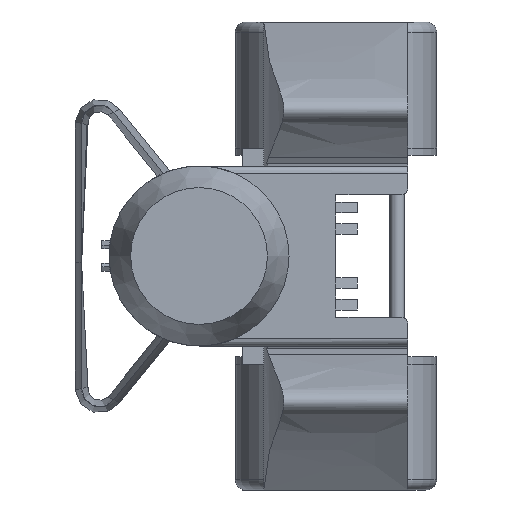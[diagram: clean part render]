
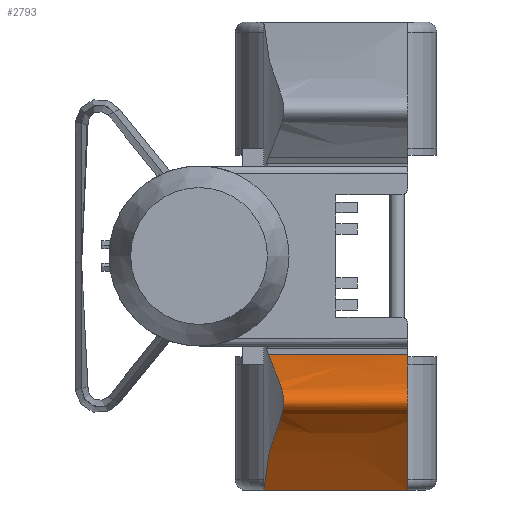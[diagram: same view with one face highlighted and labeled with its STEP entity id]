
A CAD part, left-side view. The second image highlights one B-rep face of the part: STEP entity #2793.
In plain terms, the highlighted free-form (B-spline) face has degree [2, 1] with [3, 2] control points.
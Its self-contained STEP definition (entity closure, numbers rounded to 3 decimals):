
#63=B_SPLINE_CURVE_WITH_KNOTS('',3,(#4734,#4735,#4736,#4737,#4738,#4739,
#4740,#4741,#4742,#4743,#4744,#4745,#4746,#4747,#4748,#4749,#4750,#4751,
#4752,#4753,#4754,#4755,#4756,#4757),.UNSPECIFIED.,.F.,.F.,(4,2,2,2,2,2,
2,2,2,2,2,4),(0.,1.798,2.626,2.89,3.061,
3.216,3.417,3.782,4.573,5.802,
7.702,8.338),.UNSPECIFIED.);
#103=(
BOUNDED_CURVE()
B_SPLINE_CURVE(2,(#4054,#4055,#4056),.UNSPECIFIED.,.F.,.F.)
B_SPLINE_CURVE_WITH_KNOTS((3,3),(0.,6.452),.UNSPECIFIED.)
CURVE()
GEOMETRIC_REPRESENTATION_ITEM()
RATIONAL_B_SPLINE_CURVE((1.,2.809,1.345))
REPRESENTATION_ITEM('')
);
#120=(
BOUNDED_SURFACE()
B_SPLINE_SURFACE(2,1,((#4727,#4728),(#4729,#4730),(#4731,#4732)),
 .UNSPECIFIED.,.F.,.F.,.F.)
B_SPLINE_SURFACE_WITH_KNOTS((3,3),(2,2),(0.,6.452),(0.,2.4),
 .UNSPECIFIED.)
GEOMETRIC_REPRESENTATION_ITEM()
RATIONAL_B_SPLINE_SURFACE(((1.,1.),(2.809,2.809),
(1.345,1.345)))
REPRESENTATION_ITEM('')
SURFACE()
);
#321=LINE('',#4725,#553);
#323=LINE('',#4758,#555);
#553=VECTOR('',#3483,10.);
#555=VECTOR('',#3485,10.);
#803=FACE_OUTER_BOUND('',#968,.T.);
#968=EDGE_LOOP('',(#2163,#2164,#2165,#2166));
#1219=VERTEX_POINT('',#4049);
#1220=VERTEX_POINT('',#4053);
#1314=VERTEX_POINT('',#4711);
#1315=VERTEX_POINT('',#4733);
#1493=EDGE_CURVE('',#1220,#1219,#103,.T.);
#1634=EDGE_CURVE('',#1219,#1314,#321,.T.);
#1636=EDGE_CURVE('',#1314,#1315,#63,.T.);
#1637=EDGE_CURVE('',#1220,#1315,#323,.T.);
#2163=ORIENTED_EDGE('',*,*,#1636,.T.);
#2164=ORIENTED_EDGE('',*,*,#1637,.F.);
#2165=ORIENTED_EDGE('',*,*,#1493,.T.);
#2166=ORIENTED_EDGE('',*,*,#1634,.T.);
#2793=ADVANCED_FACE('',(#803),#120,.T.);
#3483=DIRECTION('',(0.,1.,0.));
#3485=DIRECTION('',(0.,1.,0.));
#4049=CARTESIAN_POINT('',(17.671,0.,-13.699));
#4053=CARTESIAN_POINT('',(35.,0.,-32.5));
#4054=CARTESIAN_POINT('Ctrl Pts',(35.,0.,-32.5));
#4055=CARTESIAN_POINT('Ctrl Pts',(-8.471,0.,-20.425));
#4056=CARTESIAN_POINT('Ctrl Pts',(17.671,0.,-13.699));
#4711=CARTESIAN_POINT('',(17.671,19.364,-13.699));
#4725=CARTESIAN_POINT('',(17.671,0.,-13.699));
#4727=CARTESIAN_POINT('Ctrl Pts',(35.,0.,-32.5));
#4728=CARTESIAN_POINT('Ctrl Pts',(35.,24.,-32.5));
#4729=CARTESIAN_POINT('Ctrl Pts',(-8.471,0.,-20.425));
#4730=CARTESIAN_POINT('Ctrl Pts',(-8.471,24.,-20.425));
#4731=CARTESIAN_POINT('Ctrl Pts',(17.671,0.,-13.699));
#4732=CARTESIAN_POINT('Ctrl Pts',(17.671,24.,-13.699));
#4733=CARTESIAN_POINT('',(35.,20.,-32.5));
#4734=CARTESIAN_POINT('Ctrl Pts',(17.671,19.364,-13.699));
#4735=CARTESIAN_POINT('Ctrl Pts',(11.885,18.876,-15.188));
#4736=CARTESIAN_POINT('Ctrl Pts',(7.202,18.198,-16.528));
#4737=CARTESIAN_POINT('Ctrl Pts',(3.083,17.544,-18.284));
#4738=CARTESIAN_POINT('Ctrl Pts',(2.231,17.397,-18.787));
#4739=CARTESIAN_POINT('Ctrl Pts',(1.594,17.286,-19.419));
#4740=CARTESIAN_POINT('Ctrl Pts',(1.45,17.26,-19.597));
#4741=CARTESIAN_POINT('Ctrl Pts',(1.296,17.234,-19.923));
#4742=CARTESIAN_POINT('Ctrl Pts',(1.259,17.227,-20.058));
#4743=CARTESIAN_POINT('Ctrl Pts',(1.245,17.224,-20.329));
#4744=CARTESIAN_POINT('Ctrl Pts',(1.264,17.228,-20.455));
#4745=CARTESIAN_POINT('Ctrl Pts',(1.356,17.244,-20.736));
#4746=CARTESIAN_POINT('Ctrl Pts',(1.442,17.259,-20.882));
#4747=CARTESIAN_POINT('Ctrl Pts',(1.722,17.308,-21.256));
#4748=CARTESIAN_POINT('Ctrl Pts',(1.972,17.352,-21.483));
#4749=CARTESIAN_POINT('Ctrl Pts',(2.853,17.502,-22.147));
#4750=CARTESIAN_POINT('Ctrl Pts',(3.762,17.656,-22.649));
#4751=CARTESIAN_POINT('Ctrl Pts',(7.146,18.18,-24.13));
#4752=CARTESIAN_POINT('Ctrl Pts',(9.98,18.582,-25.12));
#4753=CARTESIAN_POINT('Ctrl Pts',(18.464,19.503,-27.824));
#4754=CARTESIAN_POINT('Ctrl Pts',(23.875,19.865,-29.375));
#4755=CARTESIAN_POINT('Ctrl Pts',(31.28,20.012,-31.463));
#4756=CARTESIAN_POINT('Ctrl Pts',(33.14,20.02,-31.983));
#4757=CARTESIAN_POINT('Ctrl Pts',(35.,20.,-32.5));
#4758=CARTESIAN_POINT('',(35.,0.,-32.5));
